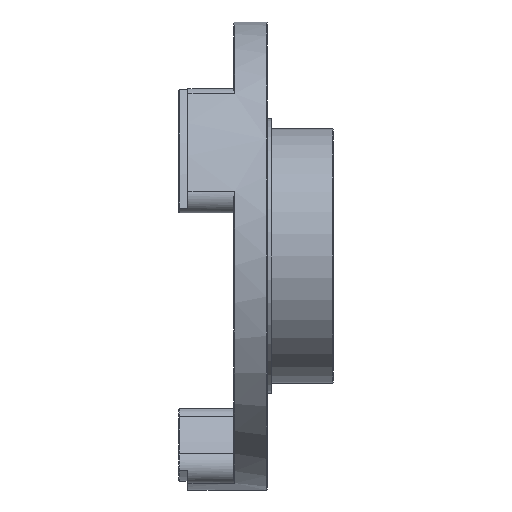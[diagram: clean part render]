
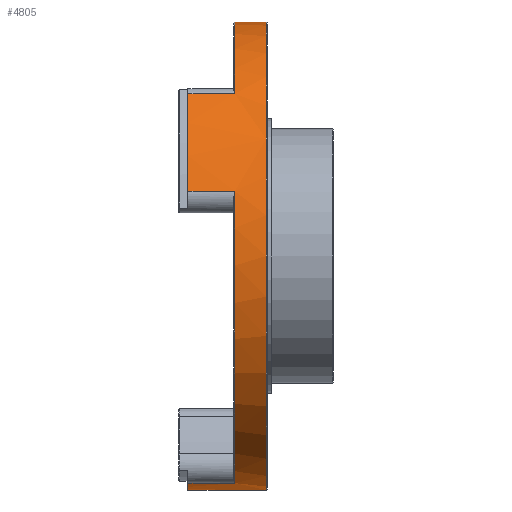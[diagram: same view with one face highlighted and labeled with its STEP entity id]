
A CAD part, left-side view. The second image highlights one B-rep face of the part: STEP entity #4805.
In plain terms, the highlighted cylindrical face has radius 27.5 mm (diameter 55 mm), a partial arc.
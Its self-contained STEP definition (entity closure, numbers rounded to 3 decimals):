
#75 = DIRECTION ( 'NONE',  ( 0., 1., 0. ) ) ;
#103 = AXIS2_PLACEMENT_3D ( 'NONE', #911, #75, #3364 ) ;
#124 = LINE ( 'NONE', #154, #4594 ) ;
#154 = CARTESIAN_POINT ( 'NONE',  ( -26.422, 0., 7.623 ) ) ;
#232 = CARTESIAN_POINT ( 'NONE',  ( 0., 7.9, 27.5 ) ) ;
#278 = VERTEX_POINT ( 'NONE', #4144 ) ;
#301 = LINE ( 'NONE', #2586, #2736 ) ;
#370 = LINE ( 'NONE', #5600, #3159 ) ;
#586 = VERTEX_POINT ( 'NONE', #4074 ) ;
#660 = CIRCLE ( 'NONE', #1741, 27.5 ) ;
#695 = EDGE_LOOP ( 'NONE', ( #2560, #4755, #4538, #2330, #1916, #4846, #3248, #5475, #4343, #3920 ) ) ;
#709 = CARTESIAN_POINT ( 'NONE',  ( -19.813, 17.1, 19.071 ) ) ;
#827 = CARTESIAN_POINT ( 'NONE',  ( -26.422, 11.6, 7.623 ) ) ;
#894 = DIRECTION ( 'NONE',  ( 0., 1., 0. ) ) ;
#911 = CARTESIAN_POINT ( 'NONE',  ( 0., 7.9, 0. ) ) ;
#983 = VERTEX_POINT ( 'NONE', #4540 ) ;
#1028 = EDGE_CURVE ( 'NONE', #2816, #4002, #301, .T. ) ;
#1064 = CARTESIAN_POINT ( 'NONE',  ( -26.422, 17.1, 7.623 ) ) ;
#1093 = DIRECTION ( 'NONE',  ( 0., -1., 0. ) ) ;
#1140 = VECTOR ( 'NONE', #1994, 1000. ) ;
#1252 = VECTOR ( 'NONE', #1705, 1000. ) ;
#1417 = VERTEX_POINT ( 'NONE', #709 ) ;
#1467 = CIRCLE ( 'NONE', #4906, 27.5 ) ;
#1507 = EDGE_CURVE ( 'NONE', #1550, #2647, #3231, .T. ) ;
#1550 = VERTEX_POINT ( 'NONE', #827 ) ;
#1705 = DIRECTION ( 'NONE',  ( 0., -1., 0. ) ) ;
#1741 = AXIS2_PLACEMENT_3D ( 'NONE', #2117, #1093, #5840 ) ;
#1858 = FACE_OUTER_BOUND ( 'NONE', #695, .T. ) ;
#1916 = ORIENTED_EDGE ( 'NONE', *, *, #5377, .T. ) ;
#1956 = DIRECTION ( 'NONE',  ( 0., -1., 0. ) ) ;
#1994 = DIRECTION ( 'NONE',  ( 0., 1., 0. ) ) ;
#2117 = CARTESIAN_POINT ( 'NONE',  ( 0., 17.1, 0. ) ) ;
#2152 = AXIS2_PLACEMENT_3D ( 'NONE', #3619, #3262, #5506 ) ;
#2289 = DIRECTION ( 'NONE',  ( 0., -1., 0. ) ) ;
#2330 = ORIENTED_EDGE ( 'NONE', *, *, #2934, .T. ) ;
#2560 = ORIENTED_EDGE ( 'NONE', *, *, #1028, .F. ) ;
#2586 = CARTESIAN_POINT ( 'NONE',  ( 0., 0., 27.5 ) ) ;
#2630 = CIRCLE ( 'NONE', #3010, 27.5 ) ;
#2647 = VERTEX_POINT ( 'NONE', #5658 ) ;
#2736 = VECTOR ( 'NONE', #3141, 1000. ) ;
#2816 = VERTEX_POINT ( 'NONE', #5946 ) ;
#2934 = EDGE_CURVE ( 'NONE', #1417, #3986, #1467, .T. ) ;
#3010 = AXIS2_PLACEMENT_3D ( 'NONE', #4279, #1956, #4681 ) ;
#3051 = CARTESIAN_POINT ( 'NONE',  ( -19.813, 11.6, 19.071 ) ) ;
#3071 = LINE ( 'NONE', #5899, #1252 ) ;
#3141 = DIRECTION ( 'NONE',  ( 0., -1., 0. ) ) ;
#3159 = VECTOR ( 'NONE', #894, 1000. ) ;
#3231 = CIRCLE ( 'NONE', #2152, 27.5 ) ;
#3240 = EDGE_CURVE ( 'NONE', #2647, #586, #370, .T. ) ;
#3248 = ORIENTED_EDGE ( 'NONE', *, *, #3240, .T. ) ;
#3262 = DIRECTION ( 'NONE',  ( 0., -1., 0. ) ) ;
#3363 = CARTESIAN_POINT ( 'NONE',  ( -19.813, 0., 19.071 ) ) ;
#3364 = DIRECTION ( 'NONE',  ( 0., 0., -1. ) ) ;
#3523 = DIRECTION ( 'NONE',  ( 0., 0., -1. ) ) ;
#3619 = CARTESIAN_POINT ( 'NONE',  ( 0., 11.6, 0. ) ) ;
#3634 = CARTESIAN_POINT ( 'NONE',  ( 0., 0., 0. ) ) ;
#3744 = DIRECTION ( 'NONE',  ( 0., -1., 0. ) ) ;
#3782 = EDGE_CURVE ( 'NONE', #983, #4002, #4428, .T. ) ;
#3917 = LINE ( 'NONE', #3363, #1140 ) ;
#3920 = ORIENTED_EDGE ( 'NONE', *, *, #3782, .T. ) ;
#3986 = VERTEX_POINT ( 'NONE', #1064 ) ;
#4002 = VERTEX_POINT ( 'NONE', #232 ) ;
#4074 = CARTESIAN_POINT ( 'NONE',  ( -6.61, 17.1, -26.694 ) ) ;
#4144 = CARTESIAN_POINT ( 'NONE',  ( 0., 17.1, -27.5 ) ) ;
#4279 = CARTESIAN_POINT ( 'NONE',  ( 0., 11.6, 0. ) ) ;
#4287 = EDGE_CURVE ( 'NONE', #2816, #5958, #2630, .T. ) ;
#4310 = DIRECTION ( 'NONE',  ( 0., 0., 1. ) ) ;
#4313 = DIRECTION ( 'NONE',  ( 0., -1., 0. ) ) ;
#4343 = ORIENTED_EDGE ( 'NONE', *, *, #5146, .T. ) ;
#4428 = CIRCLE ( 'NONE', #103, 27.5 ) ;
#4469 = CYLINDRICAL_SURFACE ( 'NONE', #5077, 27.5 ) ;
#4538 = ORIENTED_EDGE ( 'NONE', *, *, #4658, .T. ) ;
#4540 = CARTESIAN_POINT ( 'NONE',  ( 0., 7.9, -27.5 ) ) ;
#4594 = VECTOR ( 'NONE', #4313, 1000. ) ;
#4658 = EDGE_CURVE ( 'NONE', #5958, #1417, #3917, .T. ) ;
#4681 = DIRECTION ( 'NONE',  ( 0., 0., 1. ) ) ;
#4735 = EDGE_CURVE ( 'NONE', #586, #278, #660, .T. ) ;
#4755 = ORIENTED_EDGE ( 'NONE', *, *, #4287, .T. ) ;
#4805 = ADVANCED_FACE ( 'NONE', ( #1858 ), #4469, .T. ) ;
#4846 = ORIENTED_EDGE ( 'NONE', *, *, #1507, .T. ) ;
#4906 = AXIS2_PLACEMENT_3D ( 'NONE', #5196, #3744, #4310 ) ;
#5077 = AXIS2_PLACEMENT_3D ( 'NONE', #3634, #2289, #3523 ) ;
#5146 = EDGE_CURVE ( 'NONE', #278, #983, #3071, .T. ) ;
#5196 = CARTESIAN_POINT ( 'NONE',  ( 0., 17.1, 0. ) ) ;
#5377 = EDGE_CURVE ( 'NONE', #3986, #1550, #124, .T. ) ;
#5475 = ORIENTED_EDGE ( 'NONE', *, *, #4735, .T. ) ;
#5506 = DIRECTION ( 'NONE',  ( 0., 0., 1. ) ) ;
#5600 = CARTESIAN_POINT ( 'NONE',  ( -6.61, 0., -26.694 ) ) ;
#5658 = CARTESIAN_POINT ( 'NONE',  ( -6.61, 11.6, -26.694 ) ) ;
#5840 = DIRECTION ( 'NONE',  ( 0., 0., 1. ) ) ;
#5899 = CARTESIAN_POINT ( 'NONE',  ( 0., 0., -27.5 ) ) ;
#5946 = CARTESIAN_POINT ( 'NONE',  ( 0., 11.6, 27.5 ) ) ;
#5958 = VERTEX_POINT ( 'NONE', #3051 ) ;
